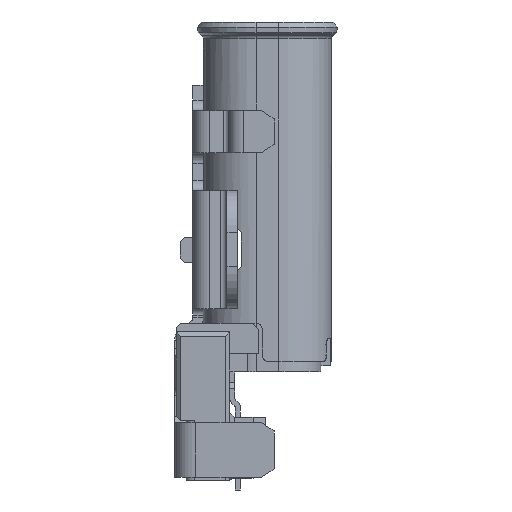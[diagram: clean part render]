
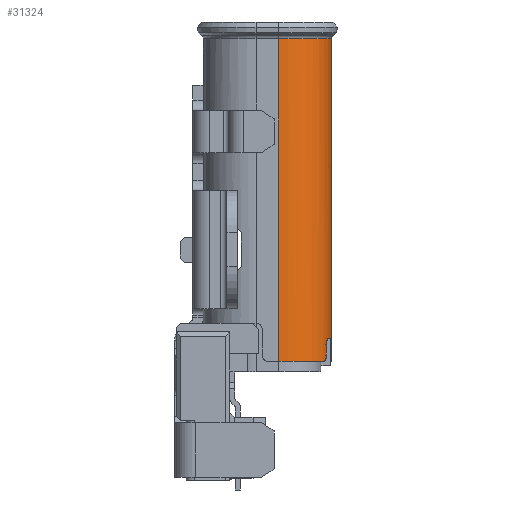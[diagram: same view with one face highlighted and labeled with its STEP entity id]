
A CAD part, left-side view. The second image highlights one B-rep face of the part: STEP entity #31324.
In plain terms, the highlighted cylindrical face has radius 1.25 mm (diameter 2.5 mm), a partial arc.
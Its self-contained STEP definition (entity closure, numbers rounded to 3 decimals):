
#324 = ORIENTED_EDGE ( 'NONE', *, *, #27288, .T. ) ;
#434 = CARTESIAN_POINT ( 'NONE',  ( -3.816, -1.341, -2.049 ) ) ;
#650 = ORIENTED_EDGE ( 'NONE', *, *, #33552, .F. ) ;
#716 = CARTESIAN_POINT ( 'NONE',  ( -3.704, -1.4, -1.9 ) ) ;
#1030 = ORIENTED_EDGE ( 'NONE', *, *, #21093, .T. ) ;
#1656 = CIRCLE ( 'NONE', #21333, 1.25 ) ;
#2205 = ORIENTED_EDGE ( 'NONE', *, *, #23027, .T. ) ;
#2258 = DIRECTION ( 'NONE',  ( 0., 0., 1. ) ) ;
#2425 = AXIS2_PLACEMENT_3D ( 'NONE', #32526, #32787, #6113 ) ;
#2574 = AXIS2_PLACEMENT_3D ( 'NONE', #41595, #18781, #5430 ) ;
#3857 = CARTESIAN_POINT ( 'NONE',  ( -3.836, -1.328, -2.05 ) ) ;
#4250 = CARTESIAN_POINT ( 'NONE',  ( -3.704, -1.4, -1.65 ) ) ;
#4694 = CARTESIAN_POINT ( 'NONE',  ( -3.836, -1.328, -2.05 ) ) ;
#5430 = DIRECTION ( 'NONE',  ( 0., 1., 0. ) ) ;
#5519 = DIRECTION ( 'NONE',  ( 0., 1., 0. ) ) ;
#6113 = DIRECTION ( 'NONE',  ( 0., 1., 0. ) ) ;
#6828 = CARTESIAN_POINT ( 'NONE',  ( -3.704, -1.4, 19.346 ) ) ;
#6962 = VERTEX_POINT ( 'NONE', #31196 ) ;
#7104 = DIRECTION ( 'NONE',  ( 0., 0., 1. ) ) ;
#8018 = CARTESIAN_POINT ( 'NONE',  ( -3.588, -1.448, -1.502 ) ) ;
#9129 = DIRECTION ( 'NONE',  ( 0., 1., 0. ) ) ;
#9382 = CYLINDRICAL_SURFACE ( 'NONE', #2425, 1.25 ) ;
#10016 = B_SPLINE_CURVE_WITH_KNOTS ( 'NONE', 3,
 ( #3857, #434, #20093, #30266, #26635, #13774, #23350, #40029, #17354, #716 ),
 .UNSPECIFIED., .F., .F.,
 ( 4, 2, 2, 2, 4 ),
 ( 0., 0.25, 0.5, 0.75, 1. ),
 .UNSPECIFIED. ) ;
#10561 = VERTEX_POINT ( 'NONE', #4694 ) ;
#10673 = DIRECTION ( 'NONE',  ( 0., 0., 1. ) ) ;
#11411 = DIRECTION ( 'NONE',  ( 0., 0., 1. ) ) ;
#11736 = LINE ( 'NONE', #40547, #40009 ) ;
#11749 = CARTESIAN_POINT ( 'NONE',  ( -4.42, -0.27, 5.6 ) ) ;
#12418 = CIRCLE ( 'NONE', #32308, 1.25 ) ;
#13774 = CARTESIAN_POINT ( 'NONE',  ( -3.73, -1.388, -1.989 ) ) ;
#14338 = CARTESIAN_POINT ( 'NONE',  ( -3.704, -1.4, -1.65 ) ) ;
#14393 = CARTESIAN_POINT ( 'NONE',  ( -3.17, -1.52, -1.5 ) ) ;
#14422 = EDGE_CURVE ( 'NONE', #30196, #23052, #36154, .T. ) ;
#14619 = CARTESIAN_POINT ( 'NONE',  ( -3.703, -1.401, -1.628 ) ) ;
#14854 = CARTESIAN_POINT ( 'NONE',  ( -3.704, -1.4, -1.9 ) ) ;
#15185 = ORIENTED_EDGE ( 'NONE', *, *, #18211, .F. ) ;
#15711 = VERTEX_POINT ( 'NONE', #24059 ) ;
#16042 = VERTEX_POINT ( 'NONE', #14393 ) ;
#16668 = ORIENTED_EDGE ( 'NONE', *, *, #35154, .T. ) ;
#17354 = CARTESIAN_POINT ( 'NONE',  ( -3.706, -1.399, -1.922 ) ) ;
#18211 = EDGE_CURVE ( 'NONE', #15711, #40913, #27047, .T. ) ;
#18664 = CIRCLE ( 'NONE', #2574, 1.25 ) ;
#18781 = DIRECTION ( 'NONE',  ( 0., 0., 1. ) ) ;
#18903 = EDGE_CURVE ( 'NONE', #10561, #30196, #10016, .T. ) ;
#19092 = B_SPLINE_CURVE_WITH_KNOTS ( 'NONE', 3,
 ( #14338, #14619, #34417, #24489, #24352, #30832, #37592, #30994, #8018, #37182 ),
 .UNSPECIFIED., .F., .F.,
 ( 4, 2, 2, 2, 4 ),
 ( 0., 0.25, 0.5, 0.75, 1. ),
 .UNSPECIFIED. ) ;
#19267 = CARTESIAN_POINT ( 'NONE',  ( -3.17, -1.52, 5.6 ) ) ;
#20093 = CARTESIAN_POINT ( 'NONE',  ( -3.798, -1.351, -2.044 ) ) ;
#21093 = EDGE_CURVE ( 'NONE', #15711, #10561, #1656, .T. ) ;
#21333 = AXIS2_PLACEMENT_3D ( 'NONE', #41574, #2258, #9129 ) ;
#21660 = EDGE_LOOP ( 'NONE', ( #1030, #26764, #39954, #16668, #324, #2205, #650, #15185 ) ) ;
#21865 = DIRECTION ( 'NONE',  ( 0., 0., 1. ) ) ;
#23027 = EDGE_CURVE ( 'NONE', #16042, #33061, #11736, .T. ) ;
#23052 = VERTEX_POINT ( 'NONE', #4250 ) ;
#23350 = CARTESIAN_POINT ( 'NONE',  ( -3.72, -1.393, -1.972 ) ) ;
#24059 = CARTESIAN_POINT ( 'NONE',  ( -4.42, -0.27, -2.05 ) ) ;
#24352 = CARTESIAN_POINT ( 'NONE',  ( -3.679, -1.412, -1.561 ) ) ;
#24489 = CARTESIAN_POINT ( 'NONE',  ( -3.689, -1.407, -1.579 ) ) ;
#24878 = CARTESIAN_POINT ( 'NONE',  ( -4.42, -0.27, -1.5 ) ) ;
#26635 = CARTESIAN_POINT ( 'NONE',  ( -3.753, -1.376, -2.017 ) ) ;
#26764 = ORIENTED_EDGE ( 'NONE', *, *, #18903, .T. ) ;
#27047 = LINE ( 'NONE', #24878, #29127 ) ;
#27288 = EDGE_CURVE ( 'NONE', #6962, #16042, #12418, .T. ) ;
#27390 = VECTOR ( 'NONE', #7104, 1000. ) ;
#29127 = VECTOR ( 'NONE', #11411, 1000. ) ;
#30196 = VERTEX_POINT ( 'NONE', #14854 ) ;
#30266 = CARTESIAN_POINT ( 'NONE',  ( -3.769, -1.367, -2.03 ) ) ;
#30832 = CARTESIAN_POINT ( 'NONE',  ( -3.654, -1.422, -1.532 ) ) ;
#30994 = CARTESIAN_POINT ( 'NONE',  ( -3.607, -1.441, -1.506 ) ) ;
#31196 = CARTESIAN_POINT ( 'NONE',  ( -3.565, -1.456, -1.5 ) ) ;
#31324 = ADVANCED_FACE ( 'NONE', ( #38179 ), #9382, .T. ) ;
#32308 = AXIS2_PLACEMENT_3D ( 'NONE', #38389, #21865, #5519 ) ;
#32526 = CARTESIAN_POINT ( 'NONE',  ( -3.17, -0.27, 19.346 ) ) ;
#32787 = DIRECTION ( 'NONE',  ( 0., 0., -1. ) ) ;
#33061 = VERTEX_POINT ( 'NONE', #19267 ) ;
#33552 = EDGE_CURVE ( 'NONE', #40913, #33061, #18664, .T. ) ;
#34417 = CARTESIAN_POINT ( 'NONE',  ( -3.7, -1.402, -1.609 ) ) ;
#35154 = EDGE_CURVE ( 'NONE', #23052, #6962, #19092, .T. ) ;
#36154 = LINE ( 'NONE', #6828, #27390 ) ;
#37182 = CARTESIAN_POINT ( 'NONE',  ( -3.565, -1.456, -1.5 ) ) ;
#37592 = CARTESIAN_POINT ( 'NONE',  ( -3.639, -1.429, -1.52 ) ) ;
#38179 = FACE_OUTER_BOUND ( 'NONE', #21660, .T. ) ;
#38389 = CARTESIAN_POINT ( 'NONE',  ( -3.17, -0.27, -1.5 ) ) ;
#39954 = ORIENTED_EDGE ( 'NONE', *, *, #14422, .T. ) ;
#40009 = VECTOR ( 'NONE', #10673, 1000. ) ;
#40029 = CARTESIAN_POINT ( 'NONE',  ( -3.709, -1.398, -1.941 ) ) ;
#40547 = CARTESIAN_POINT ( 'NONE',  ( -3.17, -1.52, -1.5 ) ) ;
#40913 = VERTEX_POINT ( 'NONE', #11749 ) ;
#41574 = CARTESIAN_POINT ( 'NONE',  ( -3.17, -0.27, -2.05 ) ) ;
#41595 = CARTESIAN_POINT ( 'NONE',  ( -3.17, -0.27, 5.6 ) ) ;
